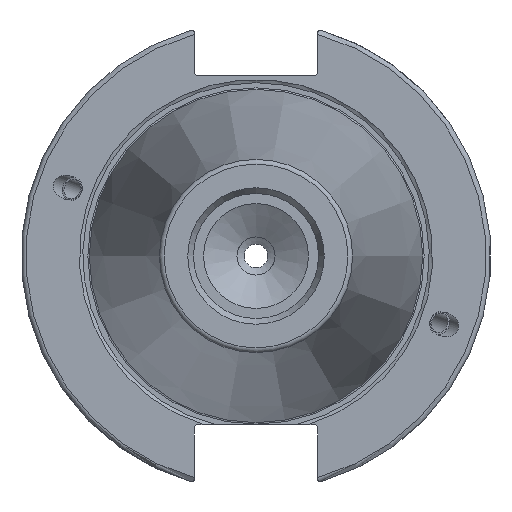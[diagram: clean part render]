
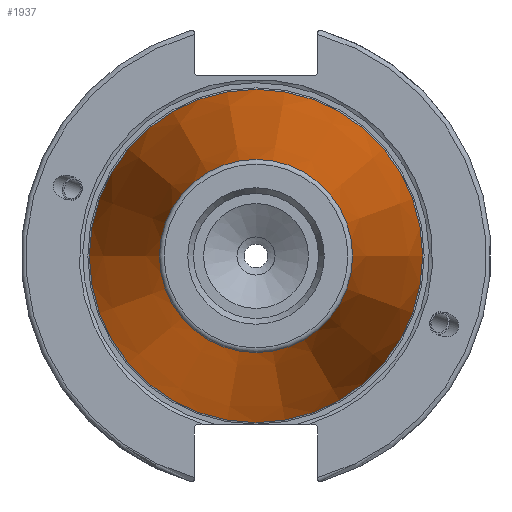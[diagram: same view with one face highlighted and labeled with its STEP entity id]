
A CAD part, left-side view. The second image highlights one B-rep face of the part: STEP entity #1937.
In plain terms, the highlighted conical face has half-angle 8.297 degrees and reference radius 27.517 mm.
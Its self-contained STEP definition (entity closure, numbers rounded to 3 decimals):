
#208=CONICAL_SURFACE('',#2176,27.517,0.145);
#288=FACE_OUTER_BOUND('',#409,.T.);
#409=EDGE_LOOP('',(#1684,#1685,#1686,#1687,#1688));
#526=LINE('',#3770,#629);
#629=VECTOR('',#2680,27.517);
#754=CIRCLE('',#2170,20.233);
#755=CIRCLE('',#2171,20.233);
#759=CIRCLE('',#2177,34.925);
#949=VERTEX_POINT('',#3757);
#950=VERTEX_POINT('',#3758);
#953=VERTEX_POINT('',#3768);
#1210=EDGE_CURVE('',#949,#950,#754,.T.);
#1211=EDGE_CURVE('',#950,#949,#755,.T.);
#1215=EDGE_CURVE('',#953,#953,#759,.T.);
#1216=EDGE_CURVE('',#953,#950,#526,.T.);
#1684=ORIENTED_EDGE('',*,*,#1215,.F.);
#1685=ORIENTED_EDGE('',*,*,#1216,.T.);
#1686=ORIENTED_EDGE('',*,*,#1210,.F.);
#1687=ORIENTED_EDGE('',*,*,#1211,.F.);
#1688=ORIENTED_EDGE('',*,*,#1216,.F.);
#1937=ADVANCED_FACE('',(#288),#208,.T.);
#2170=AXIS2_PLACEMENT_3D('',#3759,#2664,#2665);
#2171=AXIS2_PLACEMENT_3D('',#3760,#2666,#2667);
#2176=AXIS2_PLACEMENT_3D('',#3767,#2676,#2677);
#2177=AXIS2_PLACEMENT_3D('',#3769,#2678,#2679);
#2664=DIRECTION('center_axis',(-1.,0.,0.));
#2665=DIRECTION('ref_axis',(0.,-1.,0.));
#2666=DIRECTION('center_axis',(-1.,0.,0.));
#2667=DIRECTION('ref_axis',(0.,-1.,0.));
#2676=DIRECTION('center_axis',(1.,0.,0.));
#2677=DIRECTION('ref_axis',(0.,1.,0.));
#2678=DIRECTION('center_axis',(1.,0.,0.));
#2679=DIRECTION('ref_axis',(0.,0.,-1.));
#2680=DIRECTION('',(-0.99,0.144,0.));
#3757=CARTESIAN_POINT('',(-100.744,0.,20.233));
#3758=CARTESIAN_POINT('',(-100.744,-20.233,0.));
#3759=CARTESIAN_POINT('Origin',(-100.744,0.,0.));
#3760=CARTESIAN_POINT('Origin',(-100.744,0.,0.));
#3767=CARTESIAN_POINT('Origin',(-50.8,0.,0.));
#3768=CARTESIAN_POINT('',(0.,-34.925,0.));
#3769=CARTESIAN_POINT('Origin',(0.,0.,0.));
#3770=CARTESIAN_POINT('',(-50.8,-27.517,0.));
